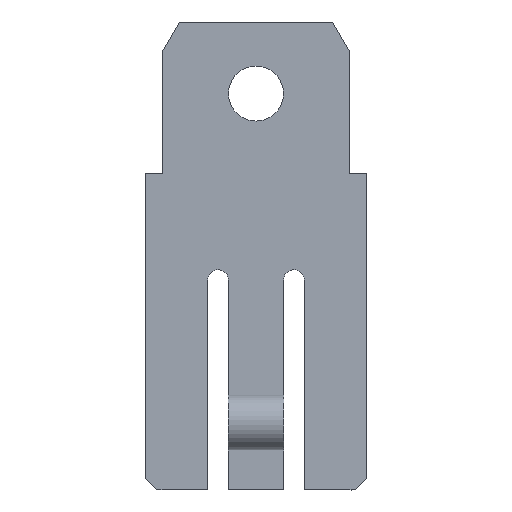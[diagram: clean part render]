
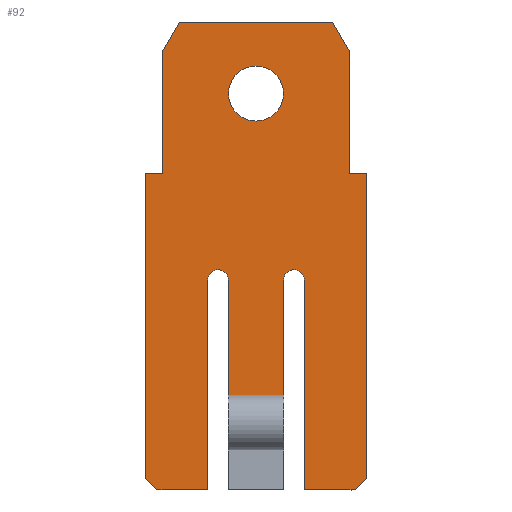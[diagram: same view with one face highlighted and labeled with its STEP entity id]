
A CAD part, top view. The second image highlights one B-rep face of the part: STEP entity #92.
In plain terms, the highlighted planar face has unit normal (0, 0, 1).
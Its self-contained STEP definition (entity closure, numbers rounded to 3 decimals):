
#50=FACE_BOUND('',#182,.T.);
#51=FACE_BOUND('',#183,.T.);
#58=CIRCLE('',#681,0.187);
#59=CIRCLE('',#703,0.188);
#61=CIRCLE('',#708,0.5);
#92=ADVANCED_FACE('',(#50,#51),#121,.F.);
#121=PLANE('',#709);
#182=EDGE_LOOP('',(#337));
#183=EDGE_LOOP('',(#338,#339,#340,#341,#342,#343,#344,#345,#346,#347,#348,
#349,#350,#351,#352,#353,#354,#355,#356,#357));
#337=ORIENTED_EDGE('',*,*,#504,.F.);
#338=ORIENTED_EDGE('',*,*,#452,.F.);
#339=ORIENTED_EDGE('',*,*,#453,.F.);
#340=ORIENTED_EDGE('',*,*,#455,.F.);
#341=ORIENTED_EDGE('',*,*,#459,.F.);
#342=ORIENTED_EDGE('',*,*,#465,.F.);
#343=ORIENTED_EDGE('',*,*,#462,.F.);
#344=ORIENTED_EDGE('',*,*,#468,.F.);
#345=ORIENTED_EDGE('',*,*,#420,.F.);
#346=ORIENTED_EDGE('',*,*,#473,.F.);
#347=ORIENTED_EDGE('',*,*,#479,.F.);
#348=ORIENTED_EDGE('',*,*,#476,.F.);
#349=ORIENTED_EDGE('',*,*,#484,.F.);
#350=ORIENTED_EDGE('',*,*,#493,.F.);
#351=ORIENTED_EDGE('',*,*,#490,.F.);
#352=ORIENTED_EDGE('',*,*,#487,.F.);
#353=ORIENTED_EDGE('',*,*,#496,.F.);
#354=ORIENTED_EDGE('',*,*,#497,.F.);
#355=ORIENTED_EDGE('',*,*,#499,.F.);
#356=ORIENTED_EDGE('',*,*,#502,.F.);
#357=ORIENTED_EDGE('',*,*,#503,.F.);
#362=VERTEX_POINT('',#880);
#363=VERTEX_POINT('',#882);
#389=VERTEX_POINT('',#943);
#390=VERTEX_POINT('',#945);
#391=VERTEX_POINT('',#949);
#392=VERTEX_POINT('',#953);
#394=VERTEX_POINT('',#959);
#397=VERTEX_POINT('',#966);
#398=VERTEX_POINT('',#968);
#400=VERTEX_POINT('',#986);
#403=VERTEX_POINT('',#993);
#404=VERTEX_POINT('',#995);
#406=VERTEX_POINT('',#1008);
#409=VERTEX_POINT('',#1015);
#410=VERTEX_POINT('',#1017);
#412=VERTEX_POINT('',#1023);
#413=VERTEX_POINT('',#1032);
#414=VERTEX_POINT('',#1036);
#415=VERTEX_POINT('',#1040);
#416=VERTEX_POINT('',#1044);
#417=VERTEX_POINT('',#1050);
#420=EDGE_CURVE('',#362,#363,#507,.T.);
#452=EDGE_CURVE('',#390,#389,#533,.T.);
#453=EDGE_CURVE('',#391,#390,#58,.T.);
#455=EDGE_CURVE('',#392,#391,#535,.T.);
#459=EDGE_CURVE('',#394,#392,#539,.T.);
#462=EDGE_CURVE('',#397,#398,#542,.T.);
#465=EDGE_CURVE('',#398,#394,#545,.T.);
#468=EDGE_CURVE('',#363,#397,#548,.T.);
#473=EDGE_CURVE('',#400,#362,#553,.T.);
#476=EDGE_CURVE('',#403,#404,#556,.T.);
#479=EDGE_CURVE('',#404,#400,#559,.T.);
#484=EDGE_CURVE('',#406,#403,#564,.T.);
#487=EDGE_CURVE('',#409,#410,#567,.T.);
#490=EDGE_CURVE('',#410,#412,#570,.T.);
#493=EDGE_CURVE('',#412,#406,#573,.T.);
#496=EDGE_CURVE('',#413,#409,#576,.T.);
#497=EDGE_CURVE('',#414,#413,#577,.T.);
#499=EDGE_CURVE('',#415,#414,#59,.T.);
#502=EDGE_CURVE('',#416,#415,#580,.T.);
#503=EDGE_CURVE('',#389,#416,#581,.T.);
#504=EDGE_CURVE('',#417,#417,#61,.T.);
#507=LINE('',#881,#584);
#533=LINE('',#946,#610);
#535=LINE('',#952,#612);
#539=LINE('',#960,#616);
#542=LINE('',#967,#619);
#545=LINE('',#972,#622);
#548=LINE('',#977,#625);
#553=LINE('',#987,#630);
#556=LINE('',#994,#633);
#559=LINE('',#999,#636);
#564=LINE('',#1009,#641);
#567=LINE('',#1016,#644);
#570=LINE('',#1022,#647);
#573=LINE('',#1027,#650);
#576=LINE('',#1033,#653);
#577=LINE('',#1035,#654);
#580=LINE('',#1045,#657);
#581=LINE('',#1047,#658);
#584=VECTOR('',#715,1.);
#610=VECTOR('',#763,1.);
#612=VECTOR('',#771,1.);
#616=VECTOR('',#777,1.);
#619=VECTOR('',#782,1.);
#622=VECTOR('',#787,1.);
#625=VECTOR('',#794,1.);
#630=VECTOR('',#805,1.);
#633=VECTOR('',#810,1.);
#636=VECTOR('',#815,1.);
#641=VECTOR('',#826,1.);
#644=VECTOR('',#831,1.);
#647=VECTOR('',#836,1.);
#650=VECTOR('',#841,1.);
#653=VECTOR('',#848,1.);
#654=VECTOR('',#851,1.);
#657=VECTOR('',#862,1.);
#658=VECTOR('',#865,1.);
#681=AXIS2_PLACEMENT_3D('',#948,#766,#767);
#703=AXIS2_PLACEMENT_3D('',#1039,#855,#856);
#708=AXIS2_PLACEMENT_3D('',#1049,#868,#869);
#709=AXIS2_PLACEMENT_3D('',#1051,#870,#871);
#715=DIRECTION('',(0.,-1.,0.));
#763=DIRECTION('',(0.,-1.,0.));
#766=DIRECTION('',(0.,0.,1.));
#767=DIRECTION('',(1.,0.,0.));
#771=DIRECTION('',(0.,1.,0.));
#777=DIRECTION('',(-1.,0.,0.));
#782=DIRECTION('',(0.,-1.,0.));
#787=DIRECTION('',(-0.707,-0.707,0.));
#794=DIRECTION('',(1.,0.,0.));
#805=DIRECTION('',(0.5,-0.866,0.));
#810=DIRECTION('',(0.5,0.866,0.));
#815=DIRECTION('',(1.,0.,0.));
#826=DIRECTION('',(0.,1.,0.));
#831=DIRECTION('',(-0.707,0.707,0.));
#836=DIRECTION('',(0.,1.,0.));
#841=DIRECTION('',(1.,0.,0.));
#848=DIRECTION('',(-1.,0.,0.));
#851=DIRECTION('',(0.,-1.,0.));
#855=DIRECTION('',(0.,0.,1.));
#856=DIRECTION('',(1.,0.,0.));
#862=DIRECTION('',(0.,1.,0.));
#865=DIRECTION('',(-1.,0.,0.));
#868=DIRECTION('',(0.,0.,1.));
#869=DIRECTION('',(1.,0.,0.));
#870=DIRECTION('',(0.,0.,-1.));
#871=DIRECTION('',(0.,1.,0.));
#880=CARTESIAN_POINT('',(1.69,7.98,1.));
#881=CARTESIAN_POINT('',(1.69,7.98,1.));
#882=CARTESIAN_POINT('',(1.69,5.75,1.));
#943=CARTESIAN_POINT('',(0.5,1.72,1.));
#945=CARTESIAN_POINT('',(0.5,3.813,1.));
#946=CARTESIAN_POINT('',(0.5,3.813,1.));
#948=CARTESIAN_POINT('',(0.687,3.813,1.));
#949=CARTESIAN_POINT('',(0.875,3.812,1.));
#952=CARTESIAN_POINT('',(0.875,0.,1.));
#953=CARTESIAN_POINT('',(0.875,0.,1.));
#959=CARTESIAN_POINT('',(1.8,0.,1.));
#960=CARTESIAN_POINT('',(1.8,0.,1.));
#966=CARTESIAN_POINT('',(2.,5.75,1.));
#967=CARTESIAN_POINT('',(2.,5.75,1.));
#968=CARTESIAN_POINT('',(2.,0.2,1.));
#972=CARTESIAN_POINT('',(2.,0.2,1.));
#977=CARTESIAN_POINT('',(1.69,5.75,1.));
#986=CARTESIAN_POINT('',(1.39,8.5,1.));
#987=CARTESIAN_POINT('',(1.39,8.5,1.));
#993=CARTESIAN_POINT('',(-1.69,7.98,1.));
#994=CARTESIAN_POINT('',(-1.69,7.98,1.));
#995=CARTESIAN_POINT('',(-1.39,8.5,1.));
#999=CARTESIAN_POINT('',(-1.39,8.5,1.));
#1008=CARTESIAN_POINT('',(-1.69,5.75,1.));
#1009=CARTESIAN_POINT('',(-1.69,5.75,1.));
#1015=CARTESIAN_POINT('',(-1.8,0.,1.));
#1016=CARTESIAN_POINT('',(-1.8,0.,1.));
#1017=CARTESIAN_POINT('',(-2.,0.2,1.));
#1022=CARTESIAN_POINT('',(-2.,0.2,1.));
#1023=CARTESIAN_POINT('',(-2.,5.75,1.));
#1027=CARTESIAN_POINT('',(-2.,5.75,1.));
#1032=CARTESIAN_POINT('',(-0.875,0.,1.));
#1033=CARTESIAN_POINT('',(-0.875,0.,1.));
#1035=CARTESIAN_POINT('',(-0.875,3.813,1.));
#1036=CARTESIAN_POINT('',(-0.875,3.813,1.));
#1039=CARTESIAN_POINT('',(-0.688,3.813,1.));
#1040=CARTESIAN_POINT('',(-0.5,3.813,1.));
#1044=CARTESIAN_POINT('',(-0.5,1.72,1.));
#1045=CARTESIAN_POINT('',(-0.5,1.72,1.));
#1047=CARTESIAN_POINT('',(0.5,1.72,1.));
#1049=CARTESIAN_POINT('',(0.,7.2,1.));
#1050=CARTESIAN_POINT('',(0.5,7.2,1.));
#1051=CARTESIAN_POINT('',(-5.,0.,1.));
